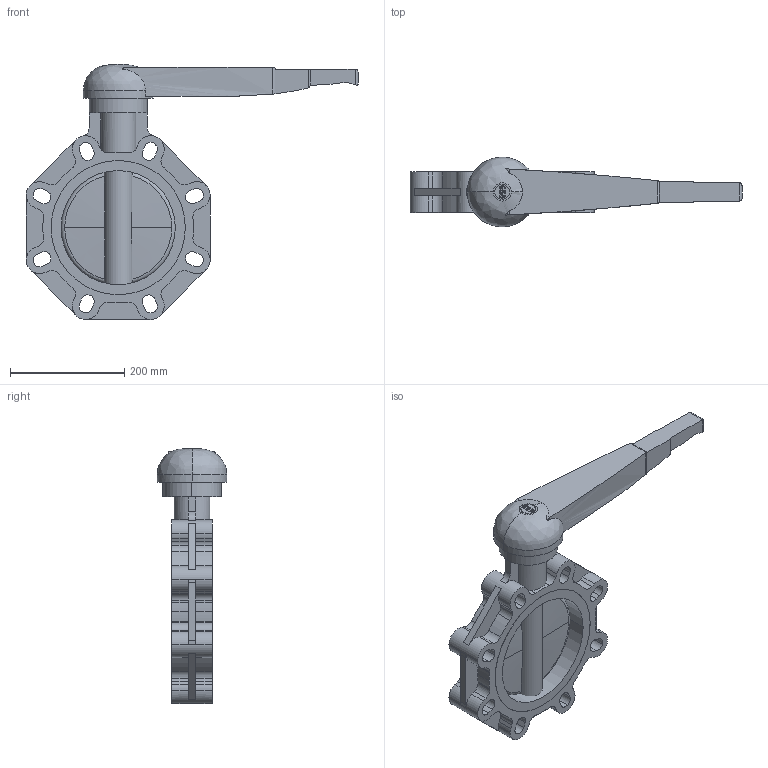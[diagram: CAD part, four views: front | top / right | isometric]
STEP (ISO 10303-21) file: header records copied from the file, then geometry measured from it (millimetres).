
FILE_DESCRIPTION(('STEP AP214'),'1');
FILE_NAME('fkomlm225e.stp','2018-03-07T07:49:03',('TraceParts'),('TraceParts S.A.'),'Spatial InterOp 3D',' ',' ');
FILE_SCHEMA(('automotive_design'));
Length unit declared in the file: millimetre
Products named in the file (5): fkomlm225e_1; fkomlm225e_2; fkomlm225e_3; FKOMLM225E|cassa FK 225:1#cassa FK 225;A7; fkomlm225e_5
Bounding box: 581.47 x 122 x 446.72 mm (x, y, z)
Volume: 5014087.7 mm3; surface area: 507995.3 mm2
Topology: 5 solids, 5 shells, 336 faces, 937 edges, 619 vertices
Faces by surface type: cylinder 183, plane 139, cone 8, torus 4, bspline 2
Entity records: 14144 total; most frequent: CARTESIAN_POINT 2379, DIRECTION 1964, ORIENTED_EDGE 1876, EDGE_CURVE 938, AXIS2_PLACEMENT_3D 735, VERTEX_POINT 620, LINE 494, VECTOR 494
